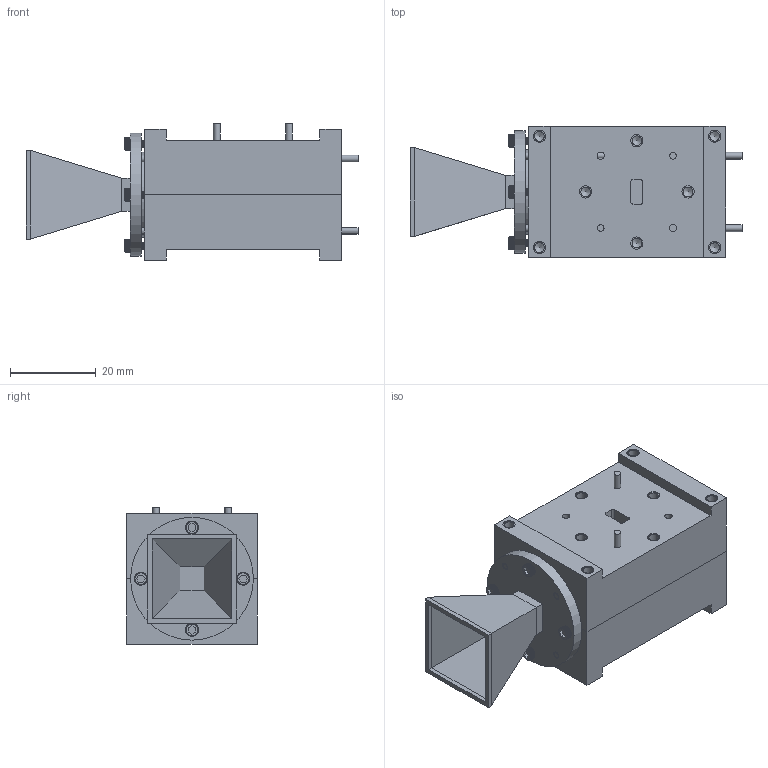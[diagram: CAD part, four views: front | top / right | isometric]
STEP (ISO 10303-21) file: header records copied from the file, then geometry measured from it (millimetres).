
FILE_DESCRIPTION (( 'STEP AP214' ), '1' );
FILE_NAME ('FMWAN022-15OMT_3D.STEP', '2022-12-29T18:16:55', ( '' ), ( '' ), 'SwSTEP 2.0', 'SolidWorks 2022', '' );
FILE_SCHEMA (( 'AUTOMOTIVE_DESIGN' ));
Length unit declared in the file: inch
Products named in the file (1): FMWAN022-15OMT_3D
Bounding box: 77.26 x 30.48 x 31.75 mm (x, y, z)
Volume: 39818.9 mm3; surface area: 12605 mm2
Topology: 10 solids, 10 shells, 947 faces, 2065 edges, 1180 vertices
Faces by surface type: plane 414, cone 310, cylinder 211, bspline 12
Full cylindrical faces by diameter (mm): 1.562 x9, 1.587 x4, 1.702 x8, 2.261 x20, 2.845 x20, 19.685 x1, 28.575 x1
Entity records: 33729 total; most frequent: CARTESIAN_POINT 14394, DIRECTION 3928, ORIENTED_EDGE 3874, EDGE_CURVE 1937, AXIS2_PLACEMENT_3D 1655, VERTEX_POINT 1145, EDGE_LOOP 1098, FACE_OUTER_BOUND 1010
